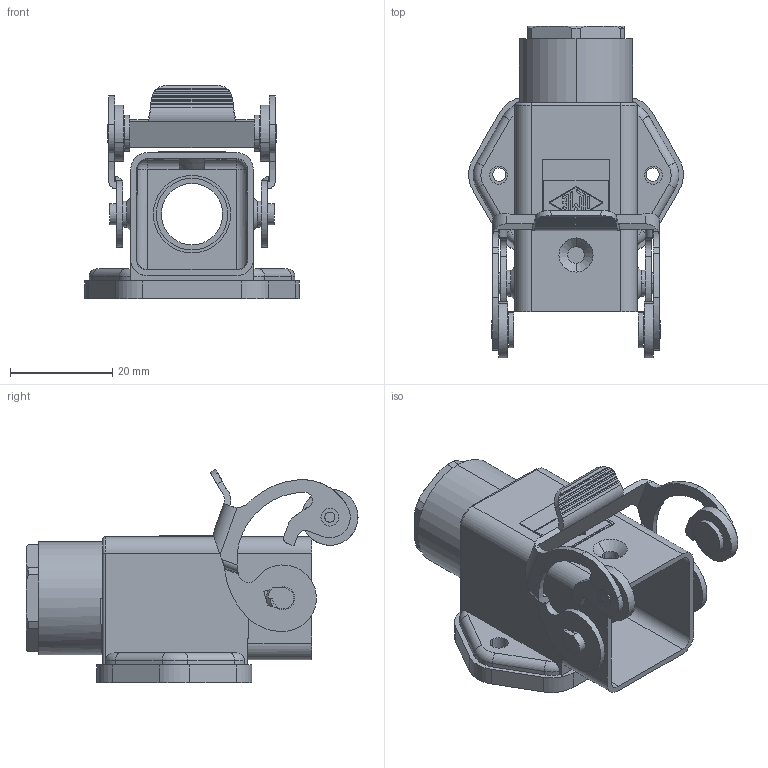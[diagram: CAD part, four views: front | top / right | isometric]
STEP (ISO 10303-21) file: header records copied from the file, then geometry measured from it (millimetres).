
FILE_DESCRIPTION(('Creo Elements/Direct Modeling STEP Export'),'2;1');
FILE_NAME('37jbk2e5pn4o1a16048','2023-03-14T 9:32:11',(''),(''),'Creo Elements/Direct Modeling STEP processor for AP214 (Solid Model)','Creo Elements/Direct Modeling 20.1B 02-Apr-2019 (C) Parametric Technology GmbH','');
FILE_SCHEMA(('AUTOMOTIVE_DESIGN { 1 0 10303 214 1 1 1 1 }'));
Length unit declared in the file: millimetre
Products named in the file (2): 23545_I.1.1; CKX 03 IAP
Assembly tree (1 placements, depth 2):
  CKX 03 IAP
    23545_I.1.1
Bounding box: 42 x 64.89 x 41.73 mm (x, y, z)
Volume: 13421.7 mm3; surface area: 13578.9 mm2
Topology: 1 solids, 2 shells, 530 faces, 1435 edges, 935 vertices
Faces by surface type: plane 250, cylinder 164, extrusion 79, cone 19, torus 14, sphere 2, bspline 2
Entity records: 22339 total; most frequent: CARTESIAN_POINT 5190, ORIENTED_EDGE 2890, DIRECTION 2324, EDGE_CURVE 1445, VERTEX_POINT 935, VECTOR 868, LINE 789, AXIS2_PLACEMENT_3D 728
